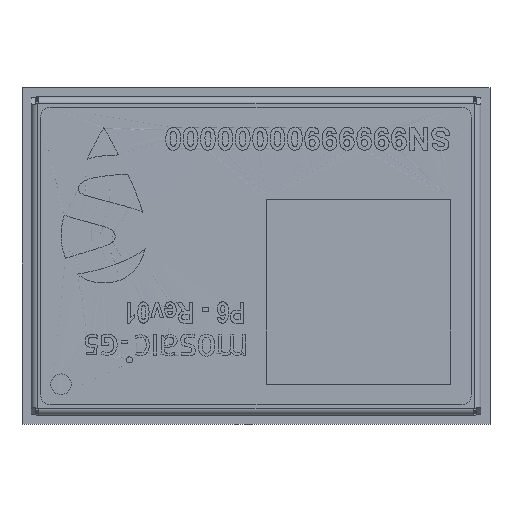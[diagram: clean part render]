
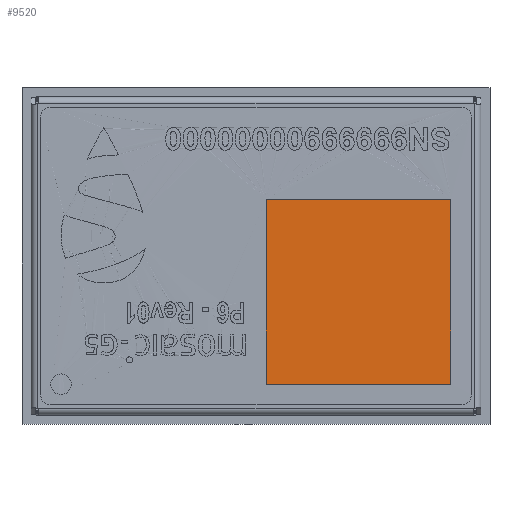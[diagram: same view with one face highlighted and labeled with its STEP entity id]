
A CAD part, top view. The second image highlights one B-rep face of the part: STEP entity #9520.
In plain terms, the highlighted face is planar.
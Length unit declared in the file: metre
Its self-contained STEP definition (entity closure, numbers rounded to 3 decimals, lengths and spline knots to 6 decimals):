
#507=ORIENTED_EDGE('',*,*,#3481,.T.);
#508=ORIENTED_EDGE('',*,*,#3482,.T.);
#509=ORIENTED_EDGE('',*,*,#3483,.T.);
#510=ORIENTED_EDGE('',*,*,#3484,.T.);
#3481=EDGE_CURVE('',#4968,#4969,#6184,.T.);
#3482=EDGE_CURVE('',#4969,#4970,#6185,.T.);
#3483=EDGE_CURVE('',#4970,#4971,#6186,.T.);
#3484=EDGE_CURVE('',#4971,#4968,#6187,.T.);
#4968=VERTEX_POINT('',#12640);
#4969=VERTEX_POINT('',#12641);
#4970=VERTEX_POINT('',#12643);
#4971=VERTEX_POINT('',#12645);
#6184=LINE('',#12639,#7299);
#6185=LINE('',#12642,#7300);
#6186=LINE('',#12644,#7301);
#6187=LINE('',#12646,#7302);
#7299=VECTOR('',#10712,1.);
#7300=VECTOR('',#10713,1.);
#7301=VECTOR('',#10714,1.);
#7302=VECTOR('',#10715,1.);
#8414=EDGE_LOOP('',(#507,#508,#509,#510));
#8815=FACE_BOUND('',#8414,.T.);
#9216=PLANE('',#10302);
#9520=ADVANCED_FACE('',(#8815),#9216,.T.);
#10302=AXIS2_PLACEMENT_3D('',#12638,#10710,#10711);
#10710=DIRECTION('',(0.,1.,0.));
#10711=DIRECTION('',(0.,0.,1.));
#10712=DIRECTION('',(0.,0.,1.));
#10713=DIRECTION('',(1.,0.,0.));
#10714=DIRECTION('',(0.,0.,-1.));
#10715=DIRECTION('',(-1.,0.,0.));
#12638=CARTESIAN_POINT('',(0.,0.00006,0.));
#12639=CARTESIAN_POINT('',(-0.0095,0.00005,-0.00625));
#12640=CARTESIAN_POINT('',(-0.0095,0.000055,-0.00625));
#12641=CARTESIAN_POINT('',(-0.0095,0.000055,0.00275));
#12642=CARTESIAN_POINT('',(-0.0095,0.00005,0.00275));
#12643=CARTESIAN_POINT('',(-0.0005,0.000055,0.00275));
#12644=CARTESIAN_POINT('',(-0.0005,0.00005,-0.00625));
#12645=CARTESIAN_POINT('',(-0.0005,0.000055,-0.00625));
#12646=CARTESIAN_POINT('',(-0.0095,0.00005,-0.00625));
